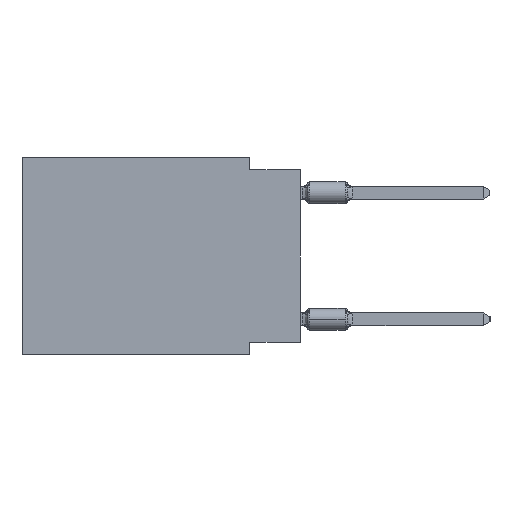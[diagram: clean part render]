
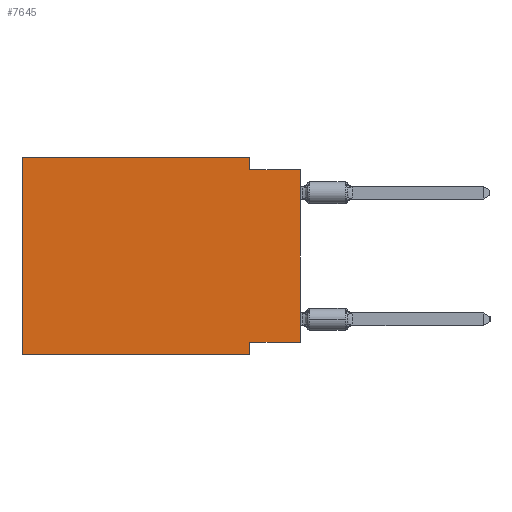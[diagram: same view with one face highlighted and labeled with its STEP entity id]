
A CAD part, left-side view. The second image highlights one B-rep face of the part: STEP entity #7645.
In plain terms, the highlighted planar face has unit normal (-1, 0, 0).
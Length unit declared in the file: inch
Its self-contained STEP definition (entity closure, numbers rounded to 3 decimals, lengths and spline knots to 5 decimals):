
#256 = VECTOR ( 'NONE', #22487, 39.37008 ) ;
#281 = CARTESIAN_POINT ( 'NONE',  ( 0., 0.1, -0.365 ) ) ;
#439 = DIRECTION ( 'NONE',  ( 0., -1., 0. ) ) ;
#966 = CARTESIAN_POINT ( 'NONE',  ( 0., 0.1, 0. ) ) ;
#977 = CARTESIAN_POINT ( 'NONE',  ( 0., 0., -0.025 ) ) ;
#1631 = VERTEX_POINT ( 'NONE', #17218 ) ;
#1636 = CARTESIAN_POINT ( 'NONE',  ( 0., 0.55, 0. ) ) ;
#1644 = AXIS2_PLACEMENT_3D ( 'NONE', #26388, #11670, #13834 ) ;
#2020 = VECTOR ( 'NONE', #2092, 39.37008 ) ;
#2092 = DIRECTION ( 'NONE',  ( 0., 0., -1. ) ) ;
#2761 = DIRECTION ( 'NONE',  ( 0., 0., 1. ) ) ;
#4124 = FACE_OUTER_BOUND ( 'NONE', #10778, .T. ) ;
#4676 = EDGE_CURVE ( 'NONE', #1631, #8267, #11819, .T. ) ;
#4855 = CARTESIAN_POINT ( 'NONE',  ( 0., 0.1, -0.39 ) ) ;
#4910 = LINE ( 'NONE', #32599, #32307 ) ;
#5414 = CARTESIAN_POINT ( 'NONE',  ( 0., 0., -0.365 ) ) ;
#6279 = PLANE ( 'NONE',  #1644 ) ;
#6514 = CARTESIAN_POINT ( 'NONE',  ( 0., 0.55, -0.39 ) ) ;
#7087 = DIRECTION ( 'NONE',  ( 0., -1., 0. ) ) ;
#7568 = EDGE_CURVE ( 'NONE', #8292, #20018, #21754, .T. ) ;
#7645 = ADVANCED_FACE ( 'NONE', ( #4124 ), #6279, .F. ) ;
#8267 = VERTEX_POINT ( 'NONE', #966 ) ;
#8292 = VERTEX_POINT ( 'NONE', #5414 ) ;
#8618 = ORIENTED_EDGE ( 'NONE', *, *, #4676, .F. ) ;
#9923 = VECTOR ( 'NONE', #23468, 39.37008 ) ;
#9981 = VERTEX_POINT ( 'NONE', #10300 ) ;
#10300 = CARTESIAN_POINT ( 'NONE',  ( 0., 0.1, -0.39 ) ) ;
#10778 = EDGE_LOOP ( 'NONE', ( #23326, #20810, #18499, #8618, #24168, #24607, #15992, #32501 ) ) ;
#10977 = EDGE_CURVE ( 'NONE', #20488, #9981, #4910, .T. ) ;
#11085 = VECTOR ( 'NONE', #26556, 39.37008 ) ;
#11670 = DIRECTION ( 'NONE',  ( 1., 0., 0. ) ) ;
#11819 = LINE ( 'NONE', #1636, #30340 ) ;
#13388 = LINE ( 'NONE', #25933, #9923 ) ;
#13834 = DIRECTION ( 'NONE',  ( 0., 0., -1. ) ) ;
#14314 = VERTEX_POINT ( 'NONE', #14359 ) ;
#14359 = CARTESIAN_POINT ( 'NONE',  ( 0., 0., -0.025 ) ) ;
#15203 = EDGE_CURVE ( 'NONE', #20018, #9981, #27455, .T. ) ;
#15992 = ORIENTED_EDGE ( 'NONE', *, *, #15203, .F. ) ;
#16160 = CARTESIAN_POINT ( 'NONE',  ( 0., 0.1, -0.025 ) ) ;
#17218 = CARTESIAN_POINT ( 'NONE',  ( 0., 0.55, 0. ) ) ;
#18499 = ORIENTED_EDGE ( 'NONE', *, *, #27312, .F. ) ;
#18589 = DIRECTION ( 'NONE',  ( 0., -1., 0. ) ) ;
#19756 = EDGE_CURVE ( 'NONE', #23904, #14314, #22748, .T. ) ;
#20018 = VERTEX_POINT ( 'NONE', #281 ) ;
#20488 = VERTEX_POINT ( 'NONE', #6514 ) ;
#20810 = ORIENTED_EDGE ( 'NONE', *, *, #19756, .F. ) ;
#21754 = LINE ( 'NONE', #31664, #11085 ) ;
#22487 = DIRECTION ( 'NONE',  ( 0., 0., -1. ) ) ;
#22748 = LINE ( 'NONE', #977, #26163 ) ;
#23326 = ORIENTED_EDGE ( 'NONE', *, *, #28028, .T. ) ;
#23468 = DIRECTION ( 'NONE',  ( 0., 0., 1. ) ) ;
#23904 = VERTEX_POINT ( 'NONE', #16160 ) ;
#24168 = ORIENTED_EDGE ( 'NONE', *, *, #25775, .F. ) ;
#24607 = ORIENTED_EDGE ( 'NONE', *, *, #10977, .T. ) ;
#25775 = EDGE_CURVE ( 'NONE', #20488, #1631, #30959, .T. ) ;
#25933 = CARTESIAN_POINT ( 'NONE',  ( 0., 0., 0. ) ) ;
#26008 = CARTESIAN_POINT ( 'NONE',  ( 0., 0.55, 0. ) ) ;
#26163 = VECTOR ( 'NONE', #18589, 39.37008 ) ;
#26388 = CARTESIAN_POINT ( 'NONE',  ( 0., 0.55, 0. ) ) ;
#26556 = DIRECTION ( 'NONE',  ( 0., 1., 0. ) ) ;
#27312 = EDGE_CURVE ( 'NONE', #8267, #23904, #29958, .T. ) ;
#27455 = LINE ( 'NONE', #4855, #256 ) ;
#27648 = CARTESIAN_POINT ( 'NONE',  ( 0., 0.1, 0. ) ) ;
#27852 = VECTOR ( 'NONE', #2761, 39.37008 ) ;
#28028 = EDGE_CURVE ( 'NONE', #8292, #14314, #13388, .T. ) ;
#29958 = LINE ( 'NONE', #27648, #2020 ) ;
#30340 = VECTOR ( 'NONE', #7087, 39.37008 ) ;
#30959 = LINE ( 'NONE', #26008, #27852 ) ;
#31664 = CARTESIAN_POINT ( 'NONE',  ( 0., 0., -0.365 ) ) ;
#32307 = VECTOR ( 'NONE', #439, 39.37008 ) ;
#32501 = ORIENTED_EDGE ( 'NONE', *, *, #7568, .F. ) ;
#32599 = CARTESIAN_POINT ( 'NONE',  ( 0., 0.55, -0.39 ) ) ;
